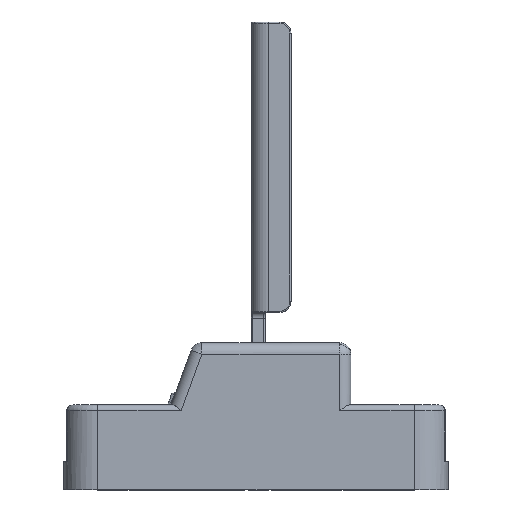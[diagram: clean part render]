
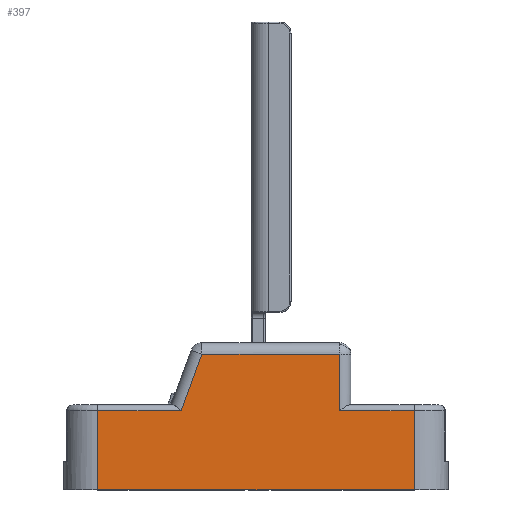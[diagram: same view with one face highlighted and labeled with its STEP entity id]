
A CAD part, top view. The second image highlights one B-rep face of the part: STEP entity #397.
In plain terms, the highlighted planar face has unit normal (0, 0, 1).
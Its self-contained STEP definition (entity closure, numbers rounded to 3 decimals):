
#397=ADVANCED_FACE('NONE',(#1119),#1120,.F.);
#1119=FACE_OUTER_BOUND('',#2737,.T.);
#1120=PLANE('',#2738);
#2737=EDGE_LOOP('',(#5400,#5401,#5402,#5403,#5404,#5405,#5406,#5407));
#2738=AXIS2_PLACEMENT_3D('',#5408,#5409,#5410);
#5400=ORIENTED_EDGE('',*,*,#6410,.F.);
#5401=ORIENTED_EDGE('',*,*,#6294,.F.);
#5402=ORIENTED_EDGE('',*,*,#6292,.F.);
#5403=ORIENTED_EDGE('',*,*,#6291,.F.);
#5404=ORIENTED_EDGE('',*,*,#6290,.F.);
#5405=ORIENTED_EDGE('',*,*,#6287,.F.);
#5406=ORIENTED_EDGE('',*,*,#6412,.F.);
#5407=ORIENTED_EDGE('',*,*,#6413,.F.);
#5408=CARTESIAN_POINT('',(14.0,0.0,-67.5));
#5409=DIRECTION('',(0.0,0.0,-1.0));
#5410=DIRECTION('',(0.0,-1.0,0.0));
#6287=EDGE_CURVE('NONE',#7652,#7653,#7654,.T.);
#6290=EDGE_CURVE('NONE',#7653,#7353,#7657,.T.);
#6291=EDGE_CURVE('NONE',#7353,#7356,#7658,.T.);
#6292=EDGE_CURVE('NONE',#7356,#7659,#7660,.T.);
#6294=EDGE_CURVE('NONE',#7659,#7649,#7662,.T.);
#6410=EDGE_CURVE('NONE',#7649,#7829,#7830,.T.);
#6412=EDGE_CURVE('NONE',#7832,#7652,#7833,.T.);
#6413=EDGE_CURVE('NONE',#7829,#7832,#7834,.T.);
#7353=VERTEX_POINT('NONE',#10333);
#7356=VERTEX_POINT('NONE',#10346);
#7649=VERTEX_POINT('NONE',#10785);
#7652=VERTEX_POINT('NONE',#10788);
#7653=VERTEX_POINT('NONE',#10789);
#7654=LINE('',#10790,#10791);
#7657=LINE('',#10799,#10800);
#7658=LINE('',#10801,#10802);
#7659=VERTEX_POINT('NONE',#10803);
#7660=LINE('',#10804,#10805);
#7662=LINE('',#10816,#10817);
#7829=VERTEX_POINT('NONE',#11092);
#7830=LINE('',#11093,#11094);
#7832=VERTEX_POINT('NONE',#11096);
#7833=LINE('',#11097,#11098);
#7834=LINE('',#11099,#11100);
#10333=CARTESIAN_POINT('',(-4.8,12.,-67.5));
#10346=CARTESIAN_POINT('',(7.4,12.,-67.5));
#10785=CARTESIAN_POINT('',(14.0,7.,-67.5));
#10788=CARTESIAN_POINT('',(-14.,7.,-67.5));
#10789=CARTESIAN_POINT('',(-6.62,7.,-67.5));
#10790=CARTESIAN_POINT('',(14.0,7.,-67.5));
#10791=VECTOR('',#12173,1000.0);
#10799=CARTESIAN_POINT('',(-6.62,7.,-67.5));
#10800=VECTOR('',#12177,1000.0);
#10801=CARTESIAN_POINT('',(-4.8,12.,-67.5));
#10802=VECTOR('',#12178,1000.0);
#10803=CARTESIAN_POINT('',(7.4,7.,-67.5));
#10804=CARTESIAN_POINT('',(7.4,0.0,-67.5));
#10805=VECTOR('',#12179,1000.0);
#10816=CARTESIAN_POINT('',(14.0,7.,-67.5));
#10817=VECTOR('',#12180,1000.0);
#11092=CARTESIAN_POINT('',(14.0,0.0,-67.5));
#11093=CARTESIAN_POINT('',(14.0,0.0,-67.5));
#11094=VECTOR('',#12332,1000.0);
#11096=CARTESIAN_POINT('',(-14.,0.0,-67.5));
#11097=CARTESIAN_POINT('',(-14.,7.0,-67.5));
#11098=VECTOR('',#12336,1000.0);
#11099=CARTESIAN_POINT('',(17.0,0.0,-67.5));
#11100=VECTOR('',#12337,1000.0);
#12173=DIRECTION('',(1.0,-0.0,0.0));
#12177=DIRECTION('',(0.342,0.94,0.0));
#12178=DIRECTION('',(1.,0.,0.0));
#12179=DIRECTION('',(-0.0,-1.0,-0.0));
#12180=DIRECTION('',(1.0,-0.0,0.0));
#12332=DIRECTION('',(-0.0,-1.0,-0.0));
#12336=DIRECTION('',(-0.0,1.0,-0.0));
#12337=DIRECTION('',(-1.0,-0.0,-0.0));
